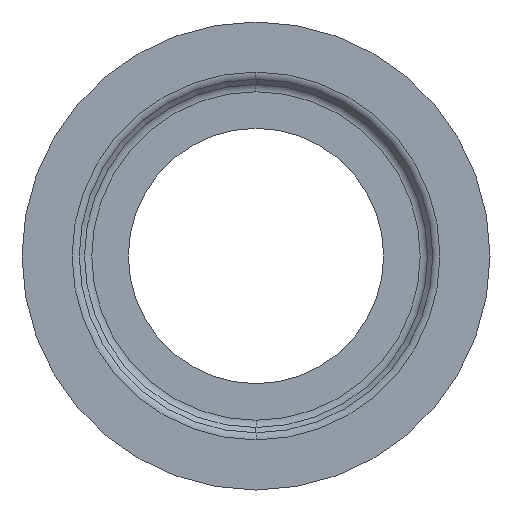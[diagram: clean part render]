
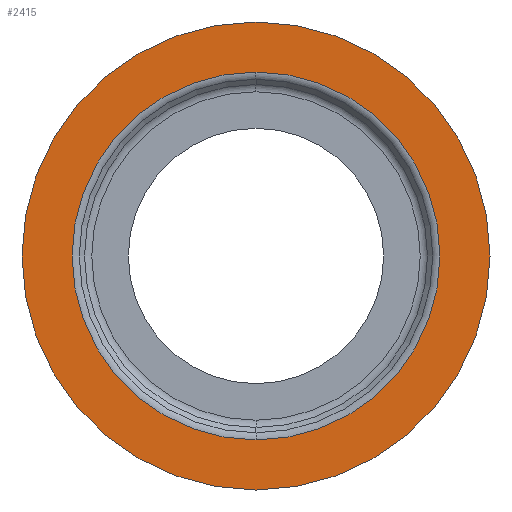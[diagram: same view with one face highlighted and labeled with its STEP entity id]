
A CAD part, left-side view. The second image highlights one B-rep face of the part: STEP entity #2415.
In plain terms, the highlighted planar face has unit normal (-1, 0, 0).
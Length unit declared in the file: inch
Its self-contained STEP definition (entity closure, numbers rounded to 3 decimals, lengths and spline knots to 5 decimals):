
#81 = CARTESIAN_POINT ( 'NONE',  ( 0., 0.52803, 0. ) ) ;
#104 = VERTEX_POINT ( 'NONE', #2301 ) ;
#326 = DIRECTION ( 'NONE',  ( 0., 0., -1. ) ) ;
#490 = EDGE_CURVE ( 'NONE', #104, #573, #2789, .T. ) ;
#540 = VERTEX_POINT ( 'NONE', #1316 ) ;
#542 = CARTESIAN_POINT ( 'NONE',  ( 0., 0., 0. ) ) ;
#554 = AXIS2_PLACEMENT_3D ( 'NONE', #1367, #2954, #2520 ) ;
#561 = PLANE ( 'NONE',  #986 ) ;
#573 = VERTEX_POINT ( 'NONE', #592 ) ;
#589 = VERTEX_POINT ( 'NONE', #853 ) ;
#592 = CARTESIAN_POINT ( 'NONE',  ( 0., 0., -0.6875 ) ) ;
#623 = DIRECTION ( 'NONE',  ( 0., 0., -1. ) ) ;
#714 = ORIENTED_EDGE ( 'NONE', *, *, #2127, .T. ) ;
#853 = CARTESIAN_POINT ( 'NONE',  ( 0., 0., -0.54046 ) ) ;
#974 = ORIENTED_EDGE ( 'NONE', *, *, #2837, .T. ) ;
#986 = AXIS2_PLACEMENT_3D ( 'NONE', #81, #1485, #326 ) ;
#1007 = FACE_BOUND ( 'NONE', #2827, .T. ) ;
#1154 = ORIENTED_EDGE ( 'NONE', *, *, #1907, .T. ) ;
#1228 = AXIS2_PLACEMENT_3D ( 'NONE', #542, #1906, #2178 ) ;
#1316 = CARTESIAN_POINT ( 'NONE',  ( 0., 0., 0.54046 ) ) ;
#1367 = CARTESIAN_POINT ( 'NONE',  ( 0., 0., 0. ) ) ;
#1482 = ORIENTED_EDGE ( 'NONE', *, *, #490, .T. ) ;
#1485 = DIRECTION ( 'NONE',  ( 1., 0., 0. ) ) ;
#1713 = CIRCLE ( 'NONE', #554, 0.54046 ) ;
#1725 = FACE_OUTER_BOUND ( 'NONE', #2492, .T. ) ;
#1771 = CARTESIAN_POINT ( 'NONE',  ( 0., 0., 0. ) ) ;
#1906 = DIRECTION ( 'NONE',  ( -1., 0., 0. ) ) ;
#1907 = EDGE_CURVE ( 'NONE', #540, #589, #2228, .T. ) ;
#2023 = CARTESIAN_POINT ( 'NONE',  ( 0., 0., 0. ) ) ;
#2102 = CIRCLE ( 'NONE', #1228, 0.6875 ) ;
#2127 = EDGE_CURVE ( 'NONE', #573, #104, #2102, .T. ) ;
#2178 = DIRECTION ( 'NONE',  ( 0., 0., 1. ) ) ;
#2228 = CIRCLE ( 'NONE', #2627, 0.54046 ) ;
#2301 = CARTESIAN_POINT ( 'NONE',  ( 0., 0., 0.6875 ) ) ;
#2415 = ADVANCED_FACE ( 'NONE', ( #1007, #1725 ), #561, .F. ) ;
#2492 = EDGE_LOOP ( 'NONE', ( #1482, #714 ) ) ;
#2520 = DIRECTION ( 'NONE',  ( 0., 0., -1. ) ) ;
#2627 = AXIS2_PLACEMENT_3D ( 'NONE', #1771, #2713, #623 ) ;
#2713 = DIRECTION ( 'NONE',  ( 1., 0., 0. ) ) ;
#2715 = DIRECTION ( 'NONE',  ( 0., 0., 1. ) ) ;
#2789 = CIRCLE ( 'NONE', #2885, 0.6875 ) ;
#2827 = EDGE_LOOP ( 'NONE', ( #974, #1154 ) ) ;
#2837 = EDGE_CURVE ( 'NONE', #589, #540, #1713, .T. ) ;
#2885 = AXIS2_PLACEMENT_3D ( 'NONE', #2023, #2953, #2715 ) ;
#2953 = DIRECTION ( 'NONE',  ( -1., 0., 0. ) ) ;
#2954 = DIRECTION ( 'NONE',  ( 1., 0., 0. ) ) ;
